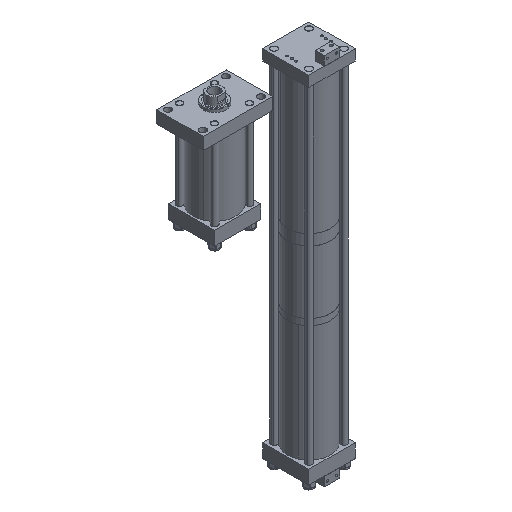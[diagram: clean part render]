
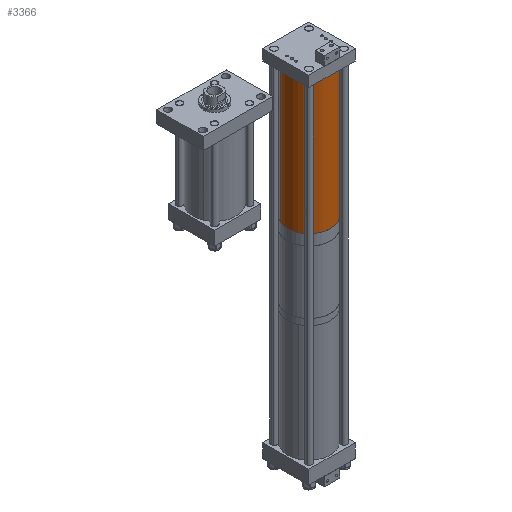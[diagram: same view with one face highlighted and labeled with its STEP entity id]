
A CAD part, isometric view. The second image highlights one B-rep face of the part: STEP entity #3366.
In plain terms, the highlighted cylindrical face has radius 88.9 mm (diameter 177.8 mm), a partial arc.
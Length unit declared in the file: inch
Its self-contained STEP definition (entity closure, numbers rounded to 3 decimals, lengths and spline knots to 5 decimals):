
#433 = EDGE_CURVE ( 'NONE', #9490, #3124, #15773, .T. ) ;
#905 = CARTESIAN_POINT ( 'NONE',  ( 3.5, 0., 21.873 ) ) ;
#936 = CARTESIAN_POINT ( 'NONE',  ( 0., 0., 21.873 ) ) ;
#1644 = VERTEX_POINT ( 'NONE', #905 ) ;
#1721 = CARTESIAN_POINT ( 'NONE',  ( 0., 0., 0. ) ) ;
#1936 = EDGE_CURVE ( 'NONE', #12741, #3124, #9516, .T. ) ;
#2276 = FACE_OUTER_BOUND ( 'NONE', #11649, .T. ) ;
#2922 = EDGE_CURVE ( 'NONE', #1644, #12741, #3598, .T. ) ;
#3124 = VERTEX_POINT ( 'NONE', #4326 ) ;
#3366 = ADVANCED_FACE ( 'NONE', ( #2276 ), #7401, .T. ) ;
#3598 = LINE ( 'NONE', #12629, #6358 ) ;
#3803 = DIRECTION ( 'NONE',  ( 1., 0., 0. ) ) ;
#3840 = DIRECTION ( 'NONE',  ( -1., 0., 0. ) ) ;
#3968 = DIRECTION ( 'NONE',  ( 1., 0., 0. ) ) ;
#4326 = CARTESIAN_POINT ( 'NONE',  ( -3.5, 0., 0. ) ) ;
#4476 = EDGE_CURVE ( 'NONE', #1644, #9490, #7253, .T. ) ;
#5053 = CARTESIAN_POINT ( 'NONE',  ( -3.5, 0., 21.873 ) ) ;
#5244 = ORIENTED_EDGE ( 'NONE', *, *, #1936, .T. ) ;
#5731 = ORIENTED_EDGE ( 'NONE', *, *, #433, .F. ) ;
#5797 = AXIS2_PLACEMENT_3D ( 'NONE', #1721, #6601, #3968 ) ;
#6358 = VECTOR ( 'NONE', #7328, 39.37008 ) ;
#6601 = DIRECTION ( 'NONE',  ( 0., 0., 1. ) ) ;
#7253 = CIRCLE ( 'NONE', #12796, 3.5 ) ;
#7328 = DIRECTION ( 'NONE',  ( 0., 0., -1. ) ) ;
#7401 = CYLINDRICAL_SURFACE ( 'NONE', #9832, 3.5 ) ;
#8952 = CARTESIAN_POINT ( 'NONE',  ( 0., 0., 21.873 ) ) ;
#9490 = VERTEX_POINT ( 'NONE', #5053 ) ;
#9516 = CIRCLE ( 'NONE', #5797, 3.5 ) ;
#9832 = AXIS2_PLACEMENT_3D ( 'NONE', #936, #15029, #3840 ) ;
#10508 = ORIENTED_EDGE ( 'NONE', *, *, #2922, .T. ) ;
#11411 = DIRECTION ( 'NONE',  ( 0., 0., 1. ) ) ;
#11649 = EDGE_LOOP ( 'NONE', ( #14320, #10508, #5244, #5731 ) ) ;
#12629 = CARTESIAN_POINT ( 'NONE',  ( 3.5, 0., 21.873 ) ) ;
#12643 = VECTOR ( 'NONE', #16017, 39.37008 ) ;
#12741 = VERTEX_POINT ( 'NONE', #14129 ) ;
#12796 = AXIS2_PLACEMENT_3D ( 'NONE', #8952, #11411, #3803 ) ;
#14129 = CARTESIAN_POINT ( 'NONE',  ( 3.5, 0., 0. ) ) ;
#14320 = ORIENTED_EDGE ( 'NONE', *, *, #4476, .F. ) ;
#15029 = DIRECTION ( 'NONE',  ( 0., 0., -1. ) ) ;
#15773 = LINE ( 'NONE', #15936, #12643 ) ;
#15936 = CARTESIAN_POINT ( 'NONE',  ( -3.5, 0., 21.873 ) ) ;
#16017 = DIRECTION ( 'NONE',  ( 0., 0., -1. ) ) ;
